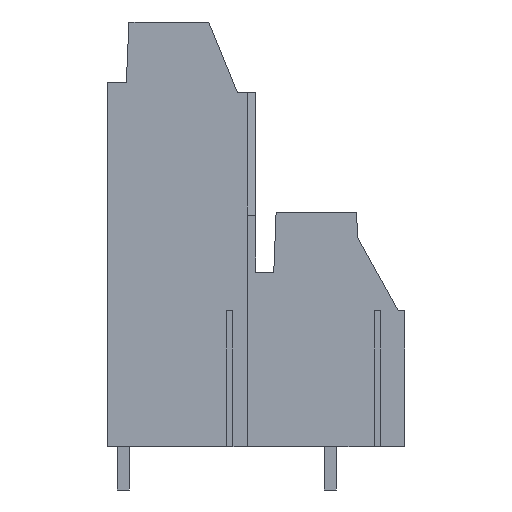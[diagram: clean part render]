
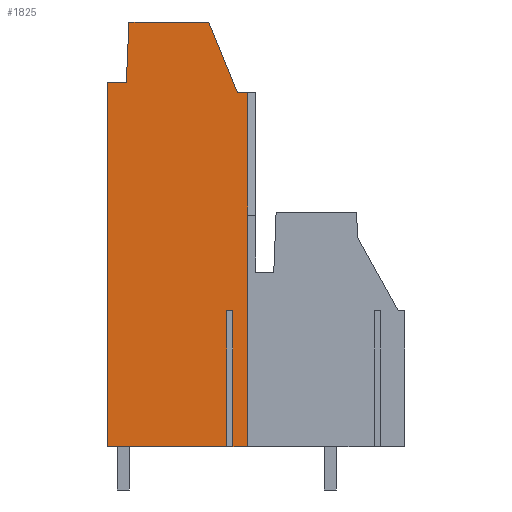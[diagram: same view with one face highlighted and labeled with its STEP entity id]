
A CAD part, left-side view. The second image highlights one B-rep face of the part: STEP entity #1825.
In plain terms, the highlighted planar face has unit normal (-1, 0, 0).
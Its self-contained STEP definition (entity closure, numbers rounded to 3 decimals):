
#1750=AXIS2_PLACEMENT_3D('Plane Axis2P3D',#1747,#1748,#1749) ;
#547=CARTESIAN_POINT('Vertex',(0.,11.574,3.2)) ;
#550=CARTESIAN_POINT('Line Origine',(0.,12.12,3.2)) ;
#554=CARTESIAN_POINT('Vertex',(0.,12.665,3.2)) ;
#603=CARTESIAN_POINT('Vertex',(0.,13.115,3.2)) ;
#606=CARTESIAN_POINT('Line Origine',(0.,17.528,3.2)) ;
#610=CARTESIAN_POINT('Vertex',(0.,21.94,3.2)) ;
#990=CARTESIAN_POINT('Vertex',(0.,11.574,29.26)) ;
#993=CARTESIAN_POINT('Line Origine',(0.,11.574,16.23)) ;
#1747=CARTESIAN_POINT('Axis2P3D Location',(0.,11.,17.2)) ;
#1752=CARTESIAN_POINT('Line Origine',(0.,21.94,16.625)) ;
#1756=CARTESIAN_POINT('Vertex',(0.,21.94,30.05)) ;
#1759=CARTESIAN_POINT('Line Origine',(0.,13.115,8.2)) ;
#1763=CARTESIAN_POINT('Vertex',(0.,13.115,13.2)) ;
#1766=CARTESIAN_POINT('Line Origine',(0.,12.89,13.2)) ;
#1770=CARTESIAN_POINT('Vertex',(0.,12.665,13.2)) ;
#1773=CARTESIAN_POINT('Line Origine',(0.,12.665,8.2)) ;
#1778=CARTESIAN_POINT('Line Origine',(0.,11.956,29.26)) ;
#1782=CARTESIAN_POINT('Vertex',(0.,12.337,29.26)) ;
#1785=CARTESIAN_POINT('Line Origine',(0.,13.393,31.865)) ;
#1789=CARTESIAN_POINT('Vertex',(0.,14.449,34.47)) ;
#1792=CARTESIAN_POINT('Line Origine',(0.,17.389,34.47)) ;
#1796=CARTESIAN_POINT('Vertex',(0.,20.328,34.47)) ;
#1799=CARTESIAN_POINT('Line Origine',(0.,20.424,32.26)) ;
#1803=CARTESIAN_POINT('Vertex',(0.,20.521,30.05)) ;
#1806=CARTESIAN_POINT('Line Origine',(0.,21.23,30.05)) ;
#551=DIRECTION('Vector Direction',(0.,1.,0.)) ;
#607=DIRECTION('Vector Direction',(0.,1.,0.)) ;
#994=DIRECTION('Vector Direction',(0.,0.,1.)) ;
#1748=DIRECTION('Axis2P3D Direction',(1.,0.,0.)) ;
#1749=DIRECTION('Axis2P3D XDirection',(0.,1.,0.)) ;
#1753=DIRECTION('Vector Direction',(0.,0.,-1.)) ;
#1760=DIRECTION('Vector Direction',(0.,0.,1.)) ;
#1767=DIRECTION('Vector Direction',(0.,1.,0.)) ;
#1774=DIRECTION('Vector Direction',(0.,0.,1.)) ;
#1779=DIRECTION('Vector Direction',(0.,1.,0.)) ;
#1786=DIRECTION('Vector Direction',(0.,0.376,0.927)) ;
#1793=DIRECTION('Vector Direction',(0.,1.,0.)) ;
#1800=DIRECTION('Vector Direction',(0.,-0.044,0.999)) ;
#1807=DIRECTION('Vector Direction',(0.,1.,0.)) ;
#552=VECTOR('Line Direction',#551,1.) ;
#608=VECTOR('Line Direction',#607,1.) ;
#995=VECTOR('Line Direction',#994,1.) ;
#1754=VECTOR('Line Direction',#1753,1.) ;
#1761=VECTOR('Line Direction',#1760,1.) ;
#1768=VECTOR('Line Direction',#1767,1.) ;
#1775=VECTOR('Line Direction',#1774,1.) ;
#1780=VECTOR('Line Direction',#1779,1.) ;
#1787=VECTOR('Line Direction',#1786,1.) ;
#1794=VECTOR('Line Direction',#1793,1.) ;
#1801=VECTOR('Line Direction',#1800,1.) ;
#1808=VECTOR('Line Direction',#1807,1.) ;
#1812=ORIENTED_EDGE('',*,*,#1758,.T.) ;
#1813=ORIENTED_EDGE('',*,*,#612,.F.) ;
#1814=ORIENTED_EDGE('',*,*,#1765,.T.) ;
#1815=ORIENTED_EDGE('',*,*,#1772,.F.) ;
#1816=ORIENTED_EDGE('',*,*,#1777,.F.) ;
#1817=ORIENTED_EDGE('',*,*,#556,.F.) ;
#1818=ORIENTED_EDGE('',*,*,#997,.T.) ;
#1819=ORIENTED_EDGE('',*,*,#1784,.T.) ;
#1820=ORIENTED_EDGE('',*,*,#1791,.T.) ;
#1821=ORIENTED_EDGE('',*,*,#1798,.T.) ;
#1822=ORIENTED_EDGE('',*,*,#1805,.F.) ;
#1823=ORIENTED_EDGE('',*,*,#1810,.T.) ;
#1825=ADVANCED_FACE('housing',(#1824),#1751,.F.) ;
#556=EDGE_CURVE('',#548,#555,#553,.T.) ;
#612=EDGE_CURVE('',#604,#611,#609,.T.) ;
#997=EDGE_CURVE('',#548,#991,#996,.T.) ;
#1758=EDGE_CURVE('',#1757,#611,#1755,.T.) ;
#1765=EDGE_CURVE('',#604,#1764,#1762,.T.) ;
#1772=EDGE_CURVE('',#1771,#1764,#1769,.T.) ;
#1777=EDGE_CURVE('',#555,#1771,#1776,.T.) ;
#1784=EDGE_CURVE('',#991,#1783,#1781,.T.) ;
#1791=EDGE_CURVE('',#1783,#1790,#1788,.T.) ;
#1798=EDGE_CURVE('',#1790,#1797,#1795,.T.) ;
#1805=EDGE_CURVE('',#1804,#1797,#1802,.T.) ;
#1810=EDGE_CURVE('',#1804,#1757,#1809,.T.) ;
#1811=EDGE_LOOP('',(#1812,#1813,#1814,#1815,#1816,#1817,#1818,#1819,#1820,#1821,#1822,#1823)) ;
#1824=FACE_OUTER_BOUND('',#1811,.T.) ;
#553=LINE('Line',#550,#552) ;
#609=LINE('Line',#606,#608) ;
#996=LINE('Line',#993,#995) ;
#1755=LINE('Line',#1752,#1754) ;
#1762=LINE('Line',#1759,#1761) ;
#1769=LINE('Line',#1766,#1768) ;
#1776=LINE('Line',#1773,#1775) ;
#1781=LINE('Line',#1778,#1780) ;
#1788=LINE('Line',#1785,#1787) ;
#1795=LINE('Line',#1792,#1794) ;
#1802=LINE('Line',#1799,#1801) ;
#1809=LINE('Line',#1806,#1808) ;
#1751=PLANE('',#1750) ;
#548=VERTEX_POINT('',#547) ;
#555=VERTEX_POINT('',#554) ;
#604=VERTEX_POINT('',#603) ;
#611=VERTEX_POINT('',#610) ;
#991=VERTEX_POINT('',#990) ;
#1757=VERTEX_POINT('',#1756) ;
#1764=VERTEX_POINT('',#1763) ;
#1771=VERTEX_POINT('',#1770) ;
#1783=VERTEX_POINT('',#1782) ;
#1790=VERTEX_POINT('',#1789) ;
#1797=VERTEX_POINT('',#1796) ;
#1804=VERTEX_POINT('',#1803) ;
